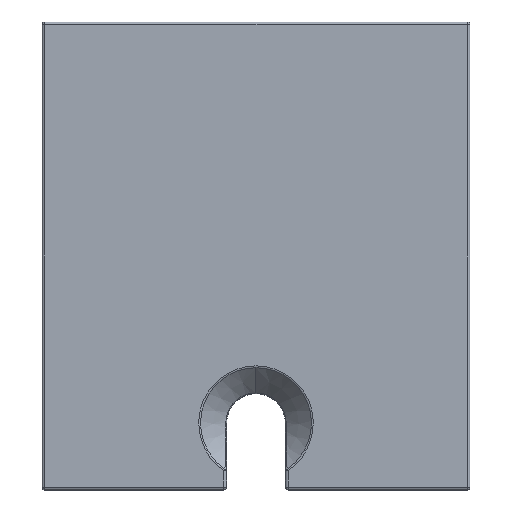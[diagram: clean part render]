
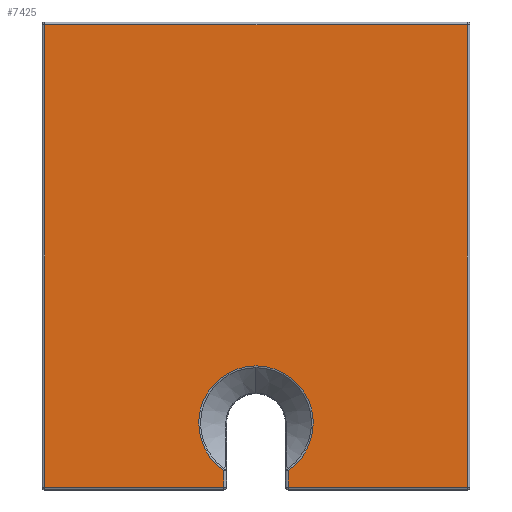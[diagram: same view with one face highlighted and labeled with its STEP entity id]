
A CAD part, left-side view. The second image highlights one B-rep face of the part: STEP entity #7425.
In plain terms, the highlighted planar face has unit normal (-1, 0, 0).
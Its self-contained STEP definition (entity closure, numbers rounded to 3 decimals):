
#228 = LINE ( 'NONE', #3483, #5597 ) ;
#439 = CARTESIAN_POINT ( 'NONE',  ( -7.75, -16., -17.3 ) ) ;
#594 = LINE ( 'NONE', #4291, #2358 ) ;
#612 = LINE ( 'NONE', #2455, #6624 ) ;
#799 = CIRCLE ( 'NONE', #6919, 4.283 ) ;
#928 = VERTEX_POINT ( 'NONE', #7312 ) ;
#1144 = EDGE_CURVE ( 'NONE', #6204, #3999, #3034, .T. ) ;
#1421 = VERTEX_POINT ( 'NONE', #5559 ) ;
#1571 = DIRECTION ( 'NONE',  ( 0., 0., -1. ) ) ;
#1645 = ORIENTED_EDGE ( 'NONE', *, *, #6511, .T. ) ;
#1651 = DIRECTION ( 'NONE',  ( 0., -1., 0. ) ) ;
#1673 = EDGE_CURVE ( 'NONE', #4383, #2927, #228, .T. ) ;
#2061 = CARTESIAN_POINT ( 'NONE',  ( -7.75, 0., -12.5 ) ) ;
#2358 = VECTOR ( 'NONE', #6005, 1000. ) ;
#2366 = CARTESIAN_POINT ( 'NONE',  ( -7.75, -16., 17.5 ) ) ;
#2455 = CARTESIAN_POINT ( 'NONE',  ( -7.75, -16., 17.3 ) ) ;
#2505 = LINE ( 'NONE', #3511, #4435 ) ;
#2701 = ORIENTED_EDGE ( 'NONE', *, *, #1144, .T. ) ;
#2728 = EDGE_CURVE ( 'NONE', #7064, #1421, #612, .T. ) ;
#2740 = CARTESIAN_POINT ( 'NONE',  ( -7.75, -2.4, -17.3 ) ) ;
#2774 = EDGE_CURVE ( 'NONE', #7627, #928, #799, .T. ) ;
#2841 = ORIENTED_EDGE ( 'NONE', *, *, #3323, .T. ) ;
#2927 = VERTEX_POINT ( 'NONE', #7593 ) ;
#2982 = ORIENTED_EDGE ( 'NONE', *, *, #4500, .T. ) ;
#3034 = LINE ( 'NONE', #439, #7376 ) ;
#3323 = EDGE_CURVE ( 'NONE', #1421, #4383, #4475, .T. ) ;
#3483 = CARTESIAN_POINT ( 'NONE',  ( -7.75, 2.2, -17.3 ) ) ;
#3506 = DIRECTION ( 'NONE',  ( 0., -1., 0. ) ) ;
#3511 = CARTESIAN_POINT ( 'NONE',  ( -7.75, -2.4, 17.5 ) ) ;
#3525 = EDGE_LOOP ( 'NONE', ( #6404, #1645, #2701, #3743, #5880, #2841, #7253, #2982 ) ) ;
#3540 = DIRECTION ( 'NONE',  ( 0., 0., -1. ) ) ;
#3743 = ORIENTED_EDGE ( 'NONE', *, *, #7249, .T. ) ;
#3790 = CARTESIAN_POINT ( 'NONE',  ( -7.75, 2.4, -16.047 ) ) ;
#3999 = VERTEX_POINT ( 'NONE', #4616 ) ;
#4165 = PLANE ( 'NONE',  #4241 ) ;
#4177 = DIRECTION ( 'NONE',  ( 0., 1., 0. ) ) ;
#4241 = AXIS2_PLACEMENT_3D ( 'NONE', #2366, #4687, #5908 ) ;
#4291 = CARTESIAN_POINT ( 'NONE',  ( -7.75, 2.4, 17.5 ) ) ;
#4383 = VERTEX_POINT ( 'NONE', #5924 ) ;
#4428 = VECTOR ( 'NONE', #6357, 1000. ) ;
#4435 = VECTOR ( 'NONE', #3540, 1000. ) ;
#4475 = LINE ( 'NONE', #5889, #7357 ) ;
#4500 = EDGE_CURVE ( 'NONE', #2927, #7627, #594, .T. ) ;
#4513 = FACE_OUTER_BOUND ( 'NONE', #3525, .T. ) ;
#4616 = CARTESIAN_POINT ( 'NONE',  ( -7.75, -15.8, -17.3 ) ) ;
#4687 = DIRECTION ( 'NONE',  ( 1., 0., 0. ) ) ;
#5100 = CARTESIAN_POINT ( 'NONE',  ( -7.75, -15.8, 17.3 ) ) ;
#5353 = DIRECTION ( 'NONE',  ( 0., 0., -1. ) ) ;
#5357 = LINE ( 'NONE', #7607, #4428 ) ;
#5559 = CARTESIAN_POINT ( 'NONE',  ( -7.75, 15.8, 17.3 ) ) ;
#5597 = VECTOR ( 'NONE', #3506, 1000. ) ;
#5880 = ORIENTED_EDGE ( 'NONE', *, *, #2728, .T. ) ;
#5889 = CARTESIAN_POINT ( 'NONE',  ( -7.75, 15.8, 17.5 ) ) ;
#5908 = DIRECTION ( 'NONE',  ( 0., 0., -1. ) ) ;
#5924 = CARTESIAN_POINT ( 'NONE',  ( -7.75, 15.8, -17.3 ) ) ;
#6005 = DIRECTION ( 'NONE',  ( 0., 0., 1. ) ) ;
#6204 = VERTEX_POINT ( 'NONE', #2740 ) ;
#6357 = DIRECTION ( 'NONE',  ( 0., 0., 1. ) ) ;
#6404 = ORIENTED_EDGE ( 'NONE', *, *, #2774, .T. ) ;
#6511 = EDGE_CURVE ( 'NONE', #928, #6204, #2505, .T. ) ;
#6624 = VECTOR ( 'NONE', #4177, 1000. ) ;
#6759 = DIRECTION ( 'NONE',  ( 1., 0., 0. ) ) ;
#6919 = AXIS2_PLACEMENT_3D ( 'NONE', #2061, #6759, #1571 ) ;
#7064 = VERTEX_POINT ( 'NONE', #5100 ) ;
#7249 = EDGE_CURVE ( 'NONE', #3999, #7064, #5357, .T. ) ;
#7253 = ORIENTED_EDGE ( 'NONE', *, *, #1673, .T. ) ;
#7312 = CARTESIAN_POINT ( 'NONE',  ( -7.75, -2.4, -16.047 ) ) ;
#7357 = VECTOR ( 'NONE', #5353, 1000. ) ;
#7376 = VECTOR ( 'NONE', #1651, 1000. ) ;
#7425 = ADVANCED_FACE ( 'NONE', ( #4513 ), #4165, .F. ) ;
#7593 = CARTESIAN_POINT ( 'NONE',  ( -7.75, 2.4, -17.3 ) ) ;
#7607 = CARTESIAN_POINT ( 'NONE',  ( -7.75, -15.8, 17.5 ) ) ;
#7627 = VERTEX_POINT ( 'NONE', #3790 ) ;
